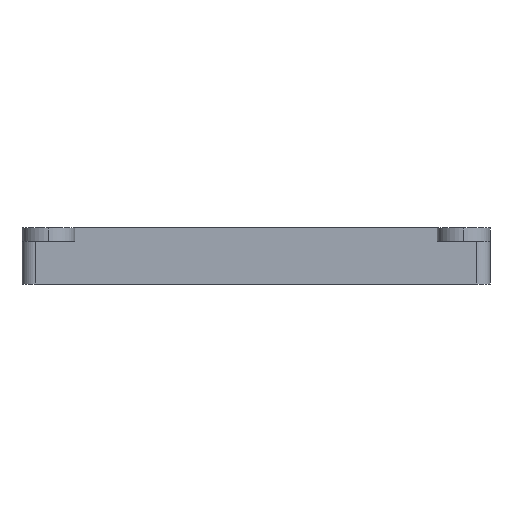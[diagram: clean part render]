
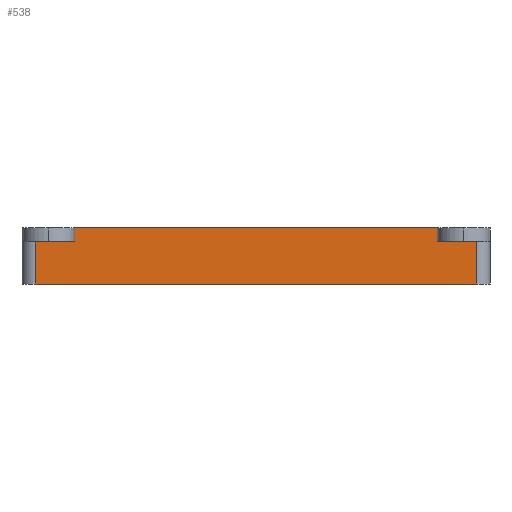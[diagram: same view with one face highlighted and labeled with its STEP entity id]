
A CAD part, left-side view. The second image highlights one B-rep face of the part: STEP entity #538.
In plain terms, the highlighted planar face has unit normal (-1, 0, 0).
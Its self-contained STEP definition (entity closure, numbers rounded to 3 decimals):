
#3 = ORIENTED_EDGE ( 'NONE', *, *, #1093, .T. ) ;
#57 = VERTEX_POINT ( 'NONE', #1110 ) ;
#67 = VECTOR ( 'NONE', #686, 1000. ) ;
#81 = DIRECTION ( 'NONE',  ( 1., 0., 0. ) ) ;
#111 = VERTEX_POINT ( 'NONE', #290 ) ;
#131 = ORIENTED_EDGE ( 'NONE', *, *, #973, .F. ) ;
#167 = CARTESIAN_POINT ( 'NONE',  ( -35., 0., 2. ) ) ;
#194 = VECTOR ( 'NONE', #914, 1000. ) ;
#214 = CARTESIAN_POINT ( 'NONE',  ( -35., -27.5, 2. ) ) ;
#215 = VECTOR ( 'NONE', #804, 1000. ) ;
#228 = CARTESIAN_POINT ( 'NONE',  ( -35., 33.5, -6.5 ) ) ;
#290 = CARTESIAN_POINT ( 'NONE',  ( -35., 27.5, 0. ) ) ;
#294 = EDGE_CURVE ( 'NONE', #1137, #1037, #368, .T. ) ;
#307 = LINE ( 'NONE', #228, #1048 ) ;
#321 = CARTESIAN_POINT ( 'NONE',  ( -35., -27.5, 2. ) ) ;
#348 = DIRECTION ( 'NONE',  ( 0., 0., -1. ) ) ;
#368 = LINE ( 'NONE', #453, #1010 ) ;
#392 = EDGE_LOOP ( 'NONE', ( #627, #448, #1090, #131, #984, #3, #651, #843 ) ) ;
#403 = LINE ( 'NONE', #798, #852 ) ;
#405 = PLANE ( 'NONE',  #675 ) ;
#419 = CARTESIAN_POINT ( 'NONE',  ( -35., 35.5, 0. ) ) ;
#426 = VECTOR ( 'NONE', #1038, 1000. ) ;
#436 = DIRECTION ( 'NONE',  ( 0., -1., 0. ) ) ;
#448 = ORIENTED_EDGE ( 'NONE', *, *, #647, .T. ) ;
#453 = CARTESIAN_POINT ( 'NONE',  ( -35., 35.5, -6.5 ) ) ;
#511 = LINE ( 'NONE', #692, #67 ) ;
#515 = EDGE_CURVE ( 'NONE', #812, #1137, #307, .T. ) ;
#538 = ADVANCED_FACE ( 'NONE', ( #779 ), #405, .F. ) ;
#589 = EDGE_CURVE ( 'NONE', #812, #111, #858, .T. ) ;
#597 = EDGE_CURVE ( 'NONE', #878, #57, #511, .T. ) ;
#600 = DIRECTION ( 'NONE',  ( 0., 0., -1. ) ) ;
#627 = ORIENTED_EDGE ( 'NONE', *, *, #294, .T. ) ;
#647 = EDGE_CURVE ( 'NONE', #1037, #57, #1050, .T. ) ;
#651 = ORIENTED_EDGE ( 'NONE', *, *, #589, .F. ) ;
#675 = AXIS2_PLACEMENT_3D ( 'NONE', #167, #81, #600 ) ;
#679 = VERTEX_POINT ( 'NONE', #321 ) ;
#683 = CARTESIAN_POINT ( 'NONE',  ( -35., 27.5, 2. ) ) ;
#686 = DIRECTION ( 'NONE',  ( 0., -1., 0. ) ) ;
#692 = CARTESIAN_POINT ( 'NONE',  ( -35., 35.5, 0. ) ) ;
#703 = VERTEX_POINT ( 'NONE', #683 ) ;
#766 = CARTESIAN_POINT ( 'NONE',  ( -35., -33.5, -6.5 ) ) ;
#779 = FACE_OUTER_BOUND ( 'NONE', #392, .T. ) ;
#798 = CARTESIAN_POINT ( 'NONE',  ( -35., 27.5, 2. ) ) ;
#801 = EDGE_CURVE ( 'NONE', #703, #679, #882, .T. ) ;
#804 = DIRECTION ( 'NONE',  ( 0., -1., 0. ) ) ;
#812 = VERTEX_POINT ( 'NONE', #1067 ) ;
#842 = DIRECTION ( 'NONE',  ( 0., 0., -1. ) ) ;
#843 = ORIENTED_EDGE ( 'NONE', *, *, #515, .T. ) ;
#852 = VECTOR ( 'NONE', #348, 1000. ) ;
#858 = LINE ( 'NONE', #419, #426 ) ;
#872 = CARTESIAN_POINT ( 'NONE',  ( -35., -33.5, 2. ) ) ;
#878 = VERTEX_POINT ( 'NONE', #929 ) ;
#882 = LINE ( 'NONE', #887, #215 ) ;
#887 = CARTESIAN_POINT ( 'NONE',  ( -35., 0., 2. ) ) ;
#898 = VECTOR ( 'NONE', #946, 1000. ) ;
#914 = DIRECTION ( 'NONE',  ( 0., 0., -1. ) ) ;
#929 = CARTESIAN_POINT ( 'NONE',  ( -35., -27.5, 0. ) ) ;
#946 = DIRECTION ( 'NONE',  ( 0., 0., 1. ) ) ;
#973 = EDGE_CURVE ( 'NONE', #679, #878, #1009, .T. ) ;
#984 = ORIENTED_EDGE ( 'NONE', *, *, #801, .F. ) ;
#1009 = LINE ( 'NONE', #214, #194 ) ;
#1010 = VECTOR ( 'NONE', #436, 1000. ) ;
#1037 = VERTEX_POINT ( 'NONE', #766 ) ;
#1038 = DIRECTION ( 'NONE',  ( 0., -1., 0. ) ) ;
#1048 = VECTOR ( 'NONE', #842, 1000. ) ;
#1050 = LINE ( 'NONE', #872, #898 ) ;
#1053 = CARTESIAN_POINT ( 'NONE',  ( -35., 33.5, -6.5 ) ) ;
#1067 = CARTESIAN_POINT ( 'NONE',  ( -35., 33.5, 0. ) ) ;
#1090 = ORIENTED_EDGE ( 'NONE', *, *, #597, .F. ) ;
#1093 = EDGE_CURVE ( 'NONE', #703, #111, #403, .T. ) ;
#1110 = CARTESIAN_POINT ( 'NONE',  ( -35., -33.5, 0. ) ) ;
#1137 = VERTEX_POINT ( 'NONE', #1053 ) ;
